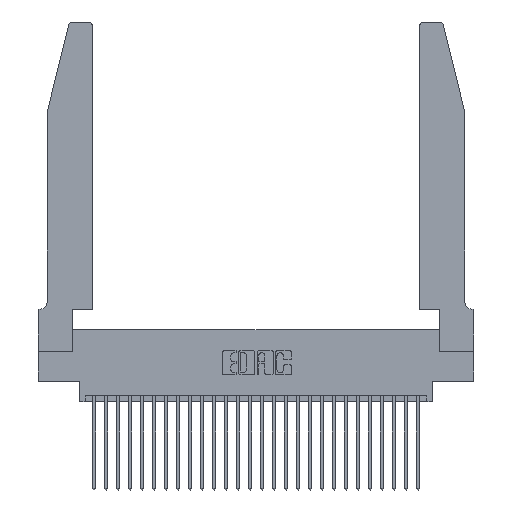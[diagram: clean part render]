
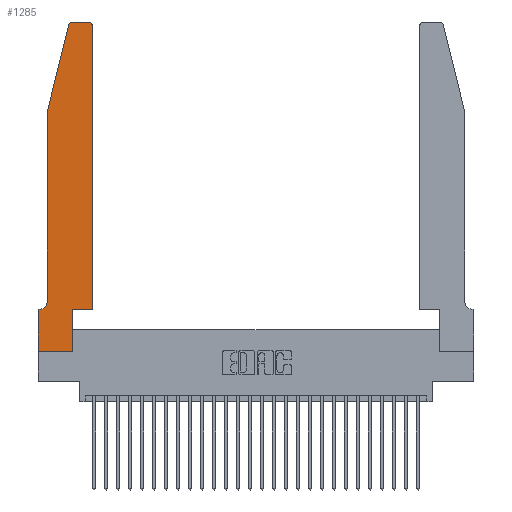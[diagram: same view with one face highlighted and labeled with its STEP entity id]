
A CAD part, top view. The second image highlights one B-rep face of the part: STEP entity #1285.
In plain terms, the highlighted planar face has unit normal (0, 0, 1).
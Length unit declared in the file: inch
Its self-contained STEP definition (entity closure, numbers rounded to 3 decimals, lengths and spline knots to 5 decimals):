
#106 = DIRECTION ( 'NONE',  ( 1., 0., 0. ) ) ;
#166 = ORIENTED_EDGE ( 'NONE', *, *, #21216, .T. ) ;
#188 = AXIS2_PLACEMENT_3D ( 'NONE', #27976, #15018, #1420 ) ;
#345 = VERTEX_POINT ( 'NONE', #1005 ) ;
#390 = ORIENTED_EDGE ( 'NONE', *, *, #4551, .T. ) ;
#493 = CARTESIAN_POINT ( 'NONE',  ( 0.4505, 0.35, 0.37 ) ) ;
#567 = EDGE_LOOP ( 'NONE', ( #5376, #6462, #5309, #19874, #7638, #7909, #390, #24507, #16452, #12704, #166, #6382 ) ) ;
#602 = LINE ( 'NONE', #13078, #23541 ) ;
#1005 = CARTESIAN_POINT ( 'NONE',  ( 0.25487, 2.72718, 0.37 ) ) ;
#1285 = ADVANCED_FACE ( 'NONE', ( #21047 ), #9047, .T. ) ;
#1287 = DIRECTION ( 'NONE',  ( 1., 0., 0. ) ) ;
#1420 = DIRECTION ( 'NONE',  ( 1., 0., 0. ) ) ;
#1696 = DIRECTION ( 'NONE',  ( 0., -1., 0. ) ) ;
#1717 = DIRECTION ( 'NONE',  ( -1., 0., 0. ) ) ;
#2016 = EDGE_CURVE ( 'NONE', #5106, #27007, #4395, .T. ) ;
#2198 = LINE ( 'NONE', #2375, #24369 ) ;
#2375 = CARTESIAN_POINT ( 'NONE',  ( 0.4505, 0.35, 0.37 ) ) ;
#3182 = VERTEX_POINT ( 'NONE', #6153 ) ;
#3962 = CARTESIAN_POINT ( 'NONE',  ( 0.2605, 2.75, 0.37 ) ) ;
#4395 = LINE ( 'NONE', #28582, #20686 ) ;
#4551 = EDGE_CURVE ( 'NONE', #17467, #11782, #602, .T. ) ;
#4695 = CARTESIAN_POINT ( 'NONE',  ( 0., 0., 0.37 ) ) ;
#4996 = CARTESIAN_POINT ( 'NONE',  ( 0.0755, 2., 0.37 ) ) ;
#5106 = VERTEX_POINT ( 'NONE', #21350 ) ;
#5309 = ORIENTED_EDGE ( 'NONE', *, *, #7451, .T. ) ;
#5376 = ORIENTED_EDGE ( 'NONE', *, *, #15389, .T. ) ;
#5996 = VERTEX_POINT ( 'NONE', #20508 ) ;
#6131 = VECTOR ( 'NONE', #12939, 39.37008 ) ;
#6153 = CARTESIAN_POINT ( 'NONE',  ( 0.0755, 2., 0.37 ) ) ;
#6382 = ORIENTED_EDGE ( 'NONE', *, *, #28766, .T. ) ;
#6462 = ORIENTED_EDGE ( 'NONE', *, *, #27345, .T. ) ;
#6558 = CARTESIAN_POINT ( 'NONE',  ( 0.2865, 0.35, 0.37 ) ) ;
#6810 = CARTESIAN_POINT ( 'NONE',  ( 0.4505, 0.35, 0.37 ) ) ;
#7446 = DIRECTION ( 'NONE',  ( 0., -1., 0. ) ) ;
#7451 = EDGE_CURVE ( 'NONE', #345, #3182, #20872, .T. ) ;
#7638 = ORIENTED_EDGE ( 'NONE', *, *, #17727, .T. ) ;
#7684 = AXIS2_PLACEMENT_3D ( 'NONE', #26766, #13823, #106 ) ;
#7909 = ORIENTED_EDGE ( 'NONE', *, *, #28519, .T. ) ;
#9047 = PLANE ( 'NONE',  #23180 ) ;
#9121 = DIRECTION ( 'NONE',  ( 0., 1., 0. ) ) ;
#9659 = CARTESIAN_POINT ( 'NONE',  ( 0.0055, 0.35, 0.37 ) ) ;
#9834 = CARTESIAN_POINT ( 'NONE',  ( 0.284, 2.75, 0.37 ) ) ;
#10255 = VECTOR ( 'NONE', #9121, 39.37008 ) ;
#10363 = LINE ( 'NONE', #4695, #15544 ) ;
#10795 = CIRCLE ( 'NONE', #18012, 0.07 ) ;
#10860 = DIRECTION ( 'NONE',  ( 0., 0., -1. ) ) ;
#11028 = CARTESIAN_POINT ( 'NONE',  ( 0., 0., 0.37 ) ) ;
#11056 = DIRECTION ( 'NONE',  ( 0., 0., 1. ) ) ;
#11230 = CARTESIAN_POINT ( 'NONE',  ( 0.4505, 2.72, 0.37 ) ) ;
#11782 = VERTEX_POINT ( 'NONE', #11028 ) ;
#11838 = VERTEX_POINT ( 'NONE', #11230 ) ;
#12225 = CIRCLE ( 'NONE', #188, 0.03 ) ;
#12521 = EDGE_CURVE ( 'NONE', #11782, #5106, #10363, .T. ) ;
#12704 = ORIENTED_EDGE ( 'NONE', *, *, #27595, .T. ) ;
#12939 = DIRECTION ( 'NONE',  ( -1., 0., 0. ) ) ;
#13078 = CARTESIAN_POINT ( 'NONE',  ( 0., 0., 0.37 ) ) ;
#13150 = VERTEX_POINT ( 'NONE', #493 ) ;
#13823 = DIRECTION ( 'NONE',  ( 0., 0., 1. ) ) ;
#14331 = DIRECTION ( 'NONE',  ( 0., 1., 0. ) ) ;
#14446 = CARTESIAN_POINT ( 'NONE',  ( 0., 0.35, 0.37 ) ) ;
#14723 = VECTOR ( 'NONE', #1717, 39.37008 ) ;
#15018 = DIRECTION ( 'NONE',  ( 0., 0., 1. ) ) ;
#15087 = VERTEX_POINT ( 'NONE', #9834 ) ;
#15389 = EDGE_CURVE ( 'NONE', #25434, #15087, #15416, .T. ) ;
#15416 = LINE ( 'NONE', #3962, #14723 ) ;
#15544 = VECTOR ( 'NONE', #18080, 39.37008 ) ;
#16452 = ORIENTED_EDGE ( 'NONE', *, *, #2016, .T. ) ;
#16522 = VECTOR ( 'NONE', #21160, 39.37008 ) ;
#16777 = LINE ( 'NONE', #6810, #10255 ) ;
#17230 = CARTESIAN_POINT ( 'NONE',  ( 0.0755, 0.35, 0.37 ) ) ;
#17467 = VERTEX_POINT ( 'NONE', #14446 ) ;
#17727 = EDGE_CURVE ( 'NONE', #5996, #22015, #10795, .T. ) ;
#18012 = AXIS2_PLACEMENT_3D ( 'NONE', #23822, #10860, #26040 ) ;
#18080 = DIRECTION ( 'NONE',  ( 1., 0., 0. ) ) ;
#19006 = CARTESIAN_POINT ( 'NONE',  ( 0.0755, 2., 0.37 ) ) ;
#19639 = VECTOR ( 'NONE', #7446, 39.37008 ) ;
#19874 = ORIENTED_EDGE ( 'NONE', *, *, #27712, .T. ) ;
#19896 = CARTESIAN_POINT ( 'NONE',  ( 0., 0.35, 0.37 ) ) ;
#20024 = CARTESIAN_POINT ( 'NONE',  ( 0.4205, 2.75, 0.37 ) ) ;
#20199 = DIRECTION ( 'NONE',  ( 1., 0., 0. ) ) ;
#20508 = CARTESIAN_POINT ( 'NONE',  ( 0.0755, 0.42, 0.37 ) ) ;
#20686 = VECTOR ( 'NONE', #14331, 39.37008 ) ;
#20872 = LINE ( 'NONE', #19006, #16522 ) ;
#21047 = FACE_OUTER_BOUND ( 'NONE', #567, .T. ) ;
#21160 = DIRECTION ( 'NONE',  ( -0.239, -0.971, 0. ) ) ;
#21216 = EDGE_CURVE ( 'NONE', #13150, #11838, #16777, .T. ) ;
#21350 = CARTESIAN_POINT ( 'NONE',  ( 0.2865, 0., 0.37 ) ) ;
#22015 = VERTEX_POINT ( 'NONE', #9659 ) ;
#23180 = AXIS2_PLACEMENT_3D ( 'NONE', #19896, #11056, #1287 ) ;
#23254 = CIRCLE ( 'NONE', #7684, 0.03 ) ;
#23541 = VECTOR ( 'NONE', #1696, 39.37008 ) ;
#23607 = LINE ( 'NONE', #17230, #6131 ) ;
#23822 = CARTESIAN_POINT ( 'NONE',  ( 0.0055, 0.42, 0.37 ) ) ;
#24369 = VECTOR ( 'NONE', #20199, 39.37008 ) ;
#24507 = ORIENTED_EDGE ( 'NONE', *, *, #12521, .T. ) ;
#25434 = VERTEX_POINT ( 'NONE', #20024 ) ;
#26040 = DIRECTION ( 'NONE',  ( -1., 0., 0. ) ) ;
#26082 = LINE ( 'NONE', #4996, #19639 ) ;
#26766 = CARTESIAN_POINT ( 'NONE',  ( 0.4205, 2.72, 0.37 ) ) ;
#27007 = VERTEX_POINT ( 'NONE', #6558 ) ;
#27345 = EDGE_CURVE ( 'NONE', #15087, #345, #12225, .T. ) ;
#27595 = EDGE_CURVE ( 'NONE', #27007, #13150, #2198, .T. ) ;
#27712 = EDGE_CURVE ( 'NONE', #3182, #5996, #26082, .T. ) ;
#27976 = CARTESIAN_POINT ( 'NONE',  ( 0.284, 2.72, 0.37 ) ) ;
#28519 = EDGE_CURVE ( 'NONE', #22015, #17467, #23607, .T. ) ;
#28582 = CARTESIAN_POINT ( 'NONE',  ( 0.2865, 0.35, 0.37 ) ) ;
#28766 = EDGE_CURVE ( 'NONE', #11838, #25434, #23254, .T. ) ;
